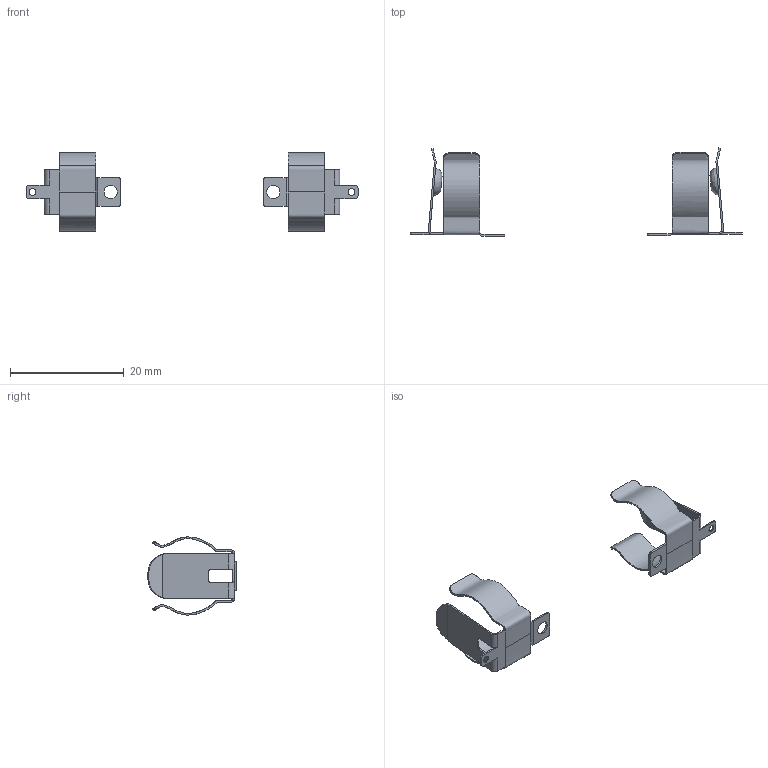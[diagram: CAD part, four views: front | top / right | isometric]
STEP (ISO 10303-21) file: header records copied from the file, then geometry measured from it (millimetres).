
FILE_DESCRIPTION(/* description */ (''),/* implementation_level */ '2;1');
FILE_NAME(/* name */ 'KEYSTONE 53 A.step',/* time_stamp */ '2018-12-04T20:56:05+01:00',/* author */ ('specialized864'),/* organization */ (''),/* preprocessor_version */ 'ST-DEVELOPER v17.2',/* originating_system */ 'Autodesk Translation Framework v7.6.0.251',/* authorisation */ '');
FILE_SCHEMA (('AUTOMOTIVE_DESIGN { 1 0 10303 214 3 1 1 }'));
Length unit declared in the file: millimetre
Products named in the file (2): KEYSTONE 53 A; KEYSTONE 53 CR2
Assembly tree (2 placements, depth 2):
  KEYSTONE 53 A
    KEYSTONE 53 CR2  x2
Bounding box: 58.25 x 15.49 x 13.71 mm (x, y, z)
Volume: 259.4 mm3; surface area: 1686.5 mm2
Topology: 2 solids, 2 shells, 120 faces, 326 edges, 208 vertices
Faces by surface type: plane 72, cylinder 34, bspline 10, torus 4
Full cylindrical faces by diameter (mm): 1.19 x2, 2.34 x2
Entity records: 2553 total; most frequent: CARTESIAN_POINT 1000, ORIENTED_EDGE 326, DIRECTION 294, EDGE_CURVE 163, VERTEX_POINT 104, AXIS2_PLACEMENT_3D 100, LINE 94, VECTOR 94
